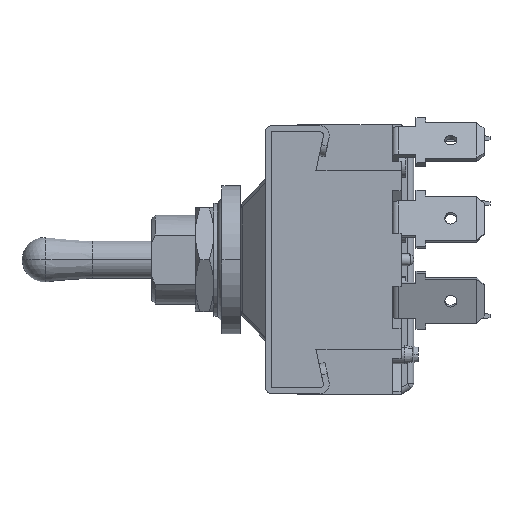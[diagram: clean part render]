
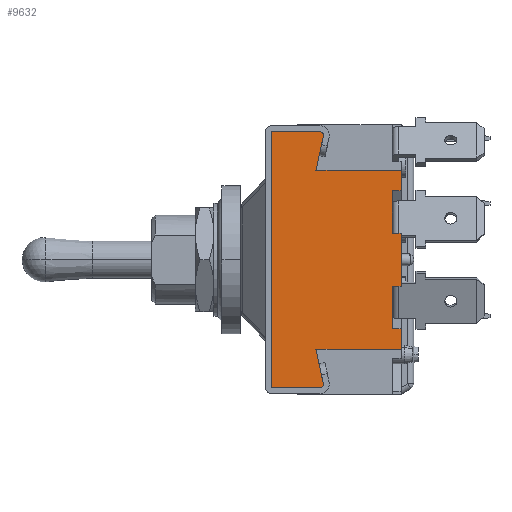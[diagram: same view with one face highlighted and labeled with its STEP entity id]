
A CAD part, left-side view. The second image highlights one B-rep face of the part: STEP entity #9632.
In plain terms, the highlighted planar face has unit normal (-1, 0, 0).
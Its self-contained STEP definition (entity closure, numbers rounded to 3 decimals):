
#2 = ORIENTED_EDGE ( 'NONE', *, *, #4472, .F. ) ;
#29 = VERTEX_POINT ( 'NONE', #11111 ) ;
#88 = EDGE_CURVE ( 'NONE', #1344, #12294, #12898, .T. ) ;
#104 = VECTOR ( 'NONE', #5760, 1000. ) ;
#124 = CARTESIAN_POINT ( 'NONE',  ( -16.5, -16.3, 3.568 ) ) ;
#198 = VECTOR ( 'NONE', #6016, 1000. ) ;
#311 = CARTESIAN_POINT ( 'NONE',  ( -16.5, -17.5, 3.568 ) ) ;
#314 = VECTOR ( 'NONE', #8690, 1000. ) ;
#350 = EDGE_CURVE ( 'NONE', #6652, #6785, #2832, .T. ) ;
#358 = CARTESIAN_POINT ( 'NONE',  ( -16.5, -16.3, -9.325 ) ) ;
#371 = EDGE_CURVE ( 'NONE', #422, #4333, #4166, .T. ) ;
#419 = CARTESIAN_POINT ( 'NONE',  ( -16.5, -16.3, 9.325 ) ) ;
#422 = VERTEX_POINT ( 'NONE', #7364 ) ;
#463 = DIRECTION ( 'NONE',  ( 0., 0., -1. ) ) ;
#668 = EDGE_CURVE ( 'NONE', #3897, #422, #7081, .T. ) ;
#719 = VECTOR ( 'NONE', #4919, 1000. ) ;
#737 = VECTOR ( 'NONE', #4389, 1000. ) ;
#870 = CARTESIAN_POINT ( 'NONE',  ( -16.5, -17.5, -9.325 ) ) ;
#873 = ORIENTED_EDGE ( 'NONE', *, *, #371, .T. ) ;
#922 = EDGE_CURVE ( 'NONE', #10906, #2872, #3151, .T. ) ;
#991 = ORIENTED_EDGE ( 'NONE', *, *, #9747, .T. ) ;
#1037 = DIRECTION ( 'NONE',  ( 0., -1., 0. ) ) ;
#1046 = DIRECTION ( 'NONE',  ( 0., 0., -1. ) ) ;
#1084 = CARTESIAN_POINT ( 'NONE',  ( -16.5, -16.3, -9.325 ) ) ;
#1092 = DIRECTION ( 'NONE',  ( -1., 0., 0. ) ) ;
#1173 = CARTESIAN_POINT ( 'NONE',  ( -16.5, -6.5, 16.8 ) ) ;
#1289 = ORIENTED_EDGE ( 'NONE', *, *, #4413, .T. ) ;
#1344 = VERTEX_POINT ( 'NONE', #124 ) ;
#1410 = AXIS2_PLACEMENT_3D ( 'NONE', #5220, #12769, #1046 ) ;
#1605 = EDGE_CURVE ( 'NONE', #12294, #5677, #12356, .T. ) ;
#1668 = VERTEX_POINT ( 'NONE', #13062 ) ;
#1794 = CARTESIAN_POINT ( 'NONE',  ( -16.5, -6., 12.1 ) ) ;
#1810 = VERTEX_POINT ( 'NONE', #1794 ) ;
#1867 = VECTOR ( 'NONE', #4636, 1000. ) ;
#1971 = ORIENTED_EDGE ( 'NONE', *, *, #4648, .F. ) ;
#2213 = PLANE ( 'NONE',  #11156 ) ;
#2224 = CARTESIAN_POINT ( 'NONE',  ( -16.5, 0., -17.3 ) ) ;
#2258 = CARTESIAN_POINT ( 'NONE',  ( -16.5, -6., -12.1 ) ) ;
#2390 = CARTESIAN_POINT ( 'NONE',  ( -16.5, -16.3, 9.325 ) ) ;
#2617 = CARTESIAN_POINT ( 'NONE',  ( -16.5, -17.5, -12.1 ) ) ;
#2753 = CARTESIAN_POINT ( 'NONE',  ( -16.5, -6., 12.1 ) ) ;
#2766 = FACE_OUTER_BOUND ( 'NONE', #7244, .T. ) ;
#2832 = LINE ( 'NONE', #9539, #6278 ) ;
#2855 = CARTESIAN_POINT ( 'NONE',  ( -16.5, -17.5, 0. ) ) ;
#2872 = VERTEX_POINT ( 'NONE', #13307 ) ;
#2944 = ORIENTED_EDGE ( 'NONE', *, *, #4143, .T. ) ;
#3007 = CARTESIAN_POINT ( 'NONE',  ( -16.5, -17.5, 0. ) ) ;
#3151 = LINE ( 'NONE', #2390, #314 ) ;
#3172 = DIRECTION ( 'NONE',  ( 0., 0.21, -0.978 ) ) ;
#3206 = ORIENTED_EDGE ( 'NONE', *, *, #3932, .F. ) ;
#3237 = VECTOR ( 'NONE', #13127, 1000. ) ;
#3879 = CARTESIAN_POINT ( 'NONE',  ( -16.5, -6.5, -17.3 ) ) ;
#3897 = VERTEX_POINT ( 'NONE', #3879 ) ;
#3932 = EDGE_CURVE ( 'NONE', #29, #2872, #10297, .T. ) ;
#3999 = VECTOR ( 'NONE', #6489, 1000. ) ;
#4043 = ORIENTED_EDGE ( 'NONE', *, *, #10738, .F. ) ;
#4143 = EDGE_CURVE ( 'NONE', #1344, #10906, #11443, .T. ) ;
#4166 = LINE ( 'NONE', #12759, #3999 ) ;
#4333 = VERTEX_POINT ( 'NONE', #12779 ) ;
#4374 = LINE ( 'NONE', #2224, #6811 ) ;
#4389 = DIRECTION ( 'NONE',  ( 0., -1., 0. ) ) ;
#4413 = EDGE_CURVE ( 'NONE', #6573, #3897, #4374, .T. ) ;
#4447 = EDGE_CURVE ( 'NONE', #5677, #6785, #5023, .T. ) ;
#4472 = EDGE_CURVE ( 'NONE', #6652, #8539, #8677, .T. ) ;
#4484 = ORIENTED_EDGE ( 'NONE', *, *, #1605, .F. ) ;
#4636 = DIRECTION ( 'NONE',  ( 0., -1., 0. ) ) ;
#4648 = EDGE_CURVE ( 'NONE', #1810, #29, #9652, .T. ) ;
#4691 = LINE ( 'NONE', #3007, #7998 ) ;
#4692 = VECTOR ( 'NONE', #13262, 1000. ) ;
#4867 = VECTOR ( 'NONE', #5839, 1000. ) ;
#4919 = DIRECTION ( 'NONE',  ( 0., 0., -1. ) ) ;
#4947 = CARTESIAN_POINT ( 'NONE',  ( -16.5, -6.5, 17.3 ) ) ;
#5023 = LINE ( 'NONE', #12052, #10115 ) ;
#5220 = CARTESIAN_POINT ( 'NONE',  ( -16.5, -6.5, -16.8 ) ) ;
#5223 = ORIENTED_EDGE ( 'NONE', *, *, #11623, .F. ) ;
#5276 = ORIENTED_EDGE ( 'NONE', *, *, #5765, .F. ) ;
#5370 = VECTOR ( 'NONE', #11349, 1000. ) ;
#5468 = VERTEX_POINT ( 'NONE', #4947 ) ;
#5491 = ORIENTED_EDGE ( 'NONE', *, *, #10656, .F. ) ;
#5599 = ORIENTED_EDGE ( 'NONE', *, *, #350, .T. ) ;
#5677 = VERTEX_POINT ( 'NONE', #11401 ) ;
#5733 = VECTOR ( 'NONE', #463, 1000. ) ;
#5760 = DIRECTION ( 'NONE',  ( 0., -1., 0. ) ) ;
#5765 = EDGE_CURVE ( 'NONE', #5468, #10708, #12414, .T. ) ;
#5839 = DIRECTION ( 'NONE',  ( 0., 0., 1. ) ) ;
#6016 = DIRECTION ( 'NONE',  ( 0., -1., 0. ) ) ;
#6144 = LINE ( 'NONE', #13624, #8975 ) ;
#6278 = VECTOR ( 'NONE', #1037, 1000. ) ;
#6307 = DIRECTION ( 'NONE',  ( 0., 0., 1. ) ) ;
#6489 = DIRECTION ( 'NONE',  ( 0., 0.21, 0.978 ) ) ;
#6573 = VERTEX_POINT ( 'NONE', #6813 ) ;
#6620 = ORIENTED_EDGE ( 'NONE', *, *, #10049, .F. ) ;
#6652 = VERTEX_POINT ( 'NONE', #13094 ) ;
#6785 = VERTEX_POINT ( 'NONE', #8821 ) ;
#6797 = VERTEX_POINT ( 'NONE', #2617 ) ;
#6811 = VECTOR ( 'NONE', #10639, 1000. ) ;
#6813 = CARTESIAN_POINT ( 'NONE',  ( -16.5, 0., -17.3 ) ) ;
#6886 = CARTESIAN_POINT ( 'NONE',  ( -16.5, -16.3, 3.568 ) ) ;
#7081 = CIRCLE ( 'NONE', #1410, 0.5 ) ;
#7244 = EDGE_LOOP ( 'NONE', ( #4043, #2, #5599, #13184, #4484, #12965, #2944, #8703, #3206, #1971, #5223, #5276, #9002, #6620, #1289, #13211, #873, #991, #5491 ) ) ;
#7364 = CARTESIAN_POINT ( 'NONE',  ( -16.5, -6.989, -16.695 ) ) ;
#7458 = DIRECTION ( 'NONE',  ( 1., 0., 0. ) ) ;
#7682 = LINE ( 'NONE', #11042, #4867 ) ;
#7734 = VERTEX_POINT ( 'NONE', #870 ) ;
#7774 = CARTESIAN_POINT ( 'NONE',  ( -16.5, -17.5, 0. ) ) ;
#7998 = VECTOR ( 'NONE', #8261, 1000. ) ;
#8061 = CARTESIAN_POINT ( 'NONE',  ( -16.5, -6.989, 16.695 ) ) ;
#8261 = DIRECTION ( 'NONE',  ( 0., 0., -1. ) ) ;
#8539 = VERTEX_POINT ( 'NONE', #1084 ) ;
#8635 = DIRECTION ( 'NONE',  ( 0., 0., 1. ) ) ;
#8677 = LINE ( 'NONE', #358, #3237 ) ;
#8690 = DIRECTION ( 'NONE',  ( 0., -1., 0. ) ) ;
#8703 = ORIENTED_EDGE ( 'NONE', *, *, #922, .T. ) ;
#8821 = CARTESIAN_POINT ( 'NONE',  ( -16.5, -17.5, -3.568 ) ) ;
#8915 = DIRECTION ( 'NONE',  ( 0., 0., -1. ) ) ;
#8975 = VECTOR ( 'NONE', #3172, 1000. ) ;
#9002 = ORIENTED_EDGE ( 'NONE', *, *, #9939, .F. ) ;
#9539 = CARTESIAN_POINT ( 'NONE',  ( -16.5, -16.3, -3.568 ) ) ;
#9632 = ADVANCED_FACE ( 'NONE', ( #2766 ), #2213, .T. ) ;
#9652 = LINE ( 'NONE', #2753, #1867 ) ;
#9747 = EDGE_CURVE ( 'NONE', #4333, #6797, #12645, .T. ) ;
#9939 = EDGE_CURVE ( 'NONE', #1668, #5468, #13641, .T. ) ;
#10049 = EDGE_CURVE ( 'NONE', #6573, #1668, #7682, .T. ) ;
#10115 = VECTOR ( 'NONE', #8915, 1000. ) ;
#10297 = LINE ( 'NONE', #2855, #719 ) ;
#10446 = CARTESIAN_POINT ( 'NONE',  ( -16.5, -16.3, 9.325 ) ) ;
#10639 = DIRECTION ( 'NONE',  ( 0., -1., 0. ) ) ;
#10656 = EDGE_CURVE ( 'NONE', #7734, #6797, #4691, .T. ) ;
#10708 = VERTEX_POINT ( 'NONE', #8061 ) ;
#10738 = EDGE_CURVE ( 'NONE', #8539, #7734, #11278, .T. ) ;
#10906 = VERTEX_POINT ( 'NONE', #10446 ) ;
#10948 = CARTESIAN_POINT ( 'NONE',  ( -16.5, 0., 17.3 ) ) ;
#11042 = CARTESIAN_POINT ( 'NONE',  ( -16.5, 0., 0. ) ) ;
#11111 = CARTESIAN_POINT ( 'NONE',  ( -16.5, -17.5, 12.1 ) ) ;
#11156 = AXIS2_PLACEMENT_3D ( 'NONE', #13655, #1092, #6307 ) ;
#11278 = LINE ( 'NONE', #13399, #5370 ) ;
#11349 = DIRECTION ( 'NONE',  ( 0., -1., 0. ) ) ;
#11401 = CARTESIAN_POINT ( 'NONE',  ( -16.5, -17.5, 0. ) ) ;
#11443 = LINE ( 'NONE', #419, #4692 ) ;
#11623 = EDGE_CURVE ( 'NONE', #10708, #1810, #6144, .T. ) ;
#12052 = CARTESIAN_POINT ( 'NONE',  ( -16.5, -17.5, 0. ) ) ;
#12294 = VERTEX_POINT ( 'NONE', #311 ) ;
#12356 = LINE ( 'NONE', #7774, #5733 ) ;
#12414 = CIRCLE ( 'NONE', #12722, 0.5 ) ;
#12645 = LINE ( 'NONE', #2258, #737 ) ;
#12722 = AXIS2_PLACEMENT_3D ( 'NONE', #1173, #7458, #8635 ) ;
#12759 = CARTESIAN_POINT ( 'NONE',  ( -16.5, -6.989, -16.695 ) ) ;
#12769 = DIRECTION ( 'NONE',  ( -1., 0., 0. ) ) ;
#12779 = CARTESIAN_POINT ( 'NONE',  ( -16.5, -6., -12.1 ) ) ;
#12898 = LINE ( 'NONE', #6886, #198 ) ;
#12965 = ORIENTED_EDGE ( 'NONE', *, *, #88, .F. ) ;
#13062 = CARTESIAN_POINT ( 'NONE',  ( -16.5, 0., 17.3 ) ) ;
#13094 = CARTESIAN_POINT ( 'NONE',  ( -16.5, -16.3, -3.568 ) ) ;
#13127 = DIRECTION ( 'NONE',  ( 0., 0., -1. ) ) ;
#13184 = ORIENTED_EDGE ( 'NONE', *, *, #4447, .F. ) ;
#13211 = ORIENTED_EDGE ( 'NONE', *, *, #668, .T. ) ;
#13262 = DIRECTION ( 'NONE',  ( 0., 0., 1. ) ) ;
#13307 = CARTESIAN_POINT ( 'NONE',  ( -16.5, -17.5, 9.325 ) ) ;
#13399 = CARTESIAN_POINT ( 'NONE',  ( -16.5, -16.3, -9.325 ) ) ;
#13624 = CARTESIAN_POINT ( 'NONE',  ( -16.5, -6.989, 16.695 ) ) ;
#13641 = LINE ( 'NONE', #10948, #104 ) ;
#13655 = CARTESIAN_POINT ( 'NONE',  ( -16.5, -6.5, 16.8 ) ) ;
